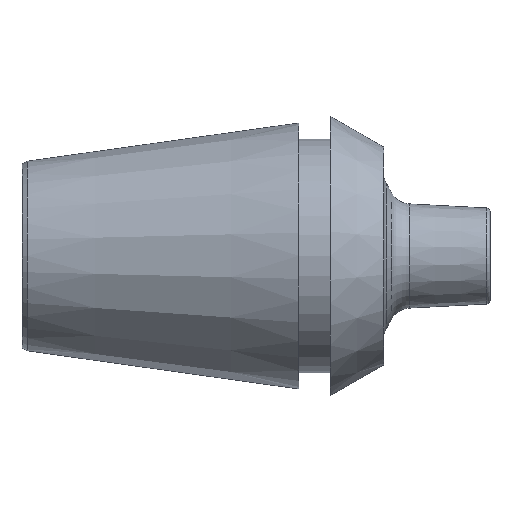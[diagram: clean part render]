
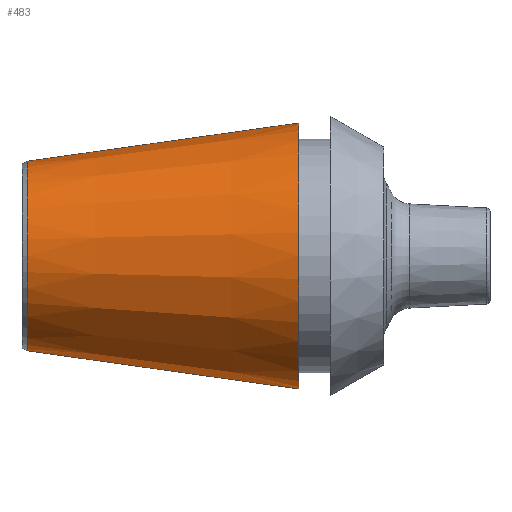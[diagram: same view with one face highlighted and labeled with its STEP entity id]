
A CAD part, top view. The second image highlights one B-rep face of the part: STEP entity #483.
In plain terms, the highlighted conical face has half-angle 8.002 degrees and reference radius 10.708 mm.
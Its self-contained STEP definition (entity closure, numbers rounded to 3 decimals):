
#67=CARTESIAN_POINT('',(-33.5,0.,0.));
#68=DIRECTION('',(1.,0.,0.));
#69=DIRECTION('',(0.,1.,0.));
#70=AXIS2_PLACEMENT_3D('',#67,#68,#69);
#72=CARTESIAN_POINT('',(-8.,0.,0.));
#73=DIRECTION('',(1.,0.,0.));
#74=DIRECTION('',(0.,1.,0.));
#75=AXIS2_PLACEMENT_3D('',#72,#73,#74);
#278=DIRECTION('',(-0.99,0.139,0.));
#279=VECTOR('',#278,25.751);
#280=CARTESIAN_POINT('',(-8.,-12.5,0.));
#281=LINE('',#280,#279);
#287=DIRECTION('',(-0.99,-0.139,0.));
#288=VECTOR('',#287,25.751);
#289=CARTESIAN_POINT('',(-8.,12.5,0.));
#290=LINE('',#289,#288);
#315=CARTESIAN_POINT('',(-33.5,8.915,0.));
#316=CARTESIAN_POINT('',(-33.5,-8.915,0.));
#317=VERTEX_POINT('',#315);
#318=VERTEX_POINT('',#316);
#351=CARTESIAN_POINT('',(-8.,12.5,0.));
#352=CARTESIAN_POINT('',(-8.,-12.5,0.));
#353=VERTEX_POINT('',#351);
#354=VERTEX_POINT('',#352);
#469=CARTESIAN_POINT('',(-20.75,0.,0.));
#470=DIRECTION('',(1.,0.,0.));
#471=DIRECTION('',(0.,-1.,0.));
#472=AXIS2_PLACEMENT_3D('',#469,#470,#471);
#473=CONICAL_SURFACE('',#472,10.708,8.002);
#475=ORIENTED_EDGE('',*,*,#474,.F.);
#477=ORIENTED_EDGE('',*,*,#476,.F.);
#478=ORIENTED_EDGE('',*,*,#458,.T.);
#480=ORIENTED_EDGE('',*,*,#479,.T.);
#481=EDGE_LOOP('',(#475,#477,#478,#480));
#482=FACE_OUTER_BOUND('',#481,.F.);
#483=ADVANCED_FACE('',(#482),#473,.T.);
#71=CIRCLE('',#70,8.915);
#76=CIRCLE('',#75,12.5);
#458=EDGE_CURVE('',#353,#354,#76,.T.);
#474=EDGE_CURVE('',#317,#318,#71,.T.);
#476=EDGE_CURVE('',#353,#317,#290,.T.);
#479=EDGE_CURVE('',#354,#318,#281,.T.);
